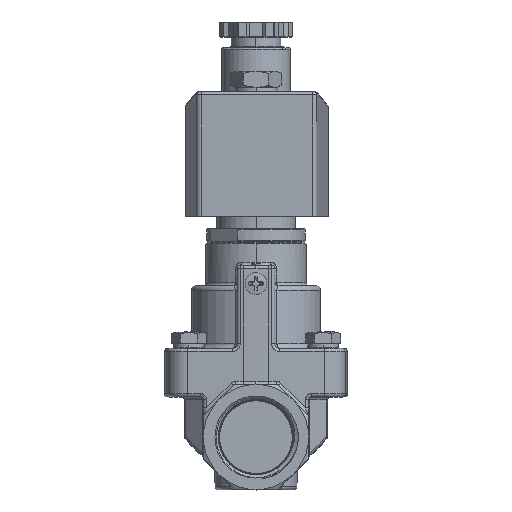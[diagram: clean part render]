
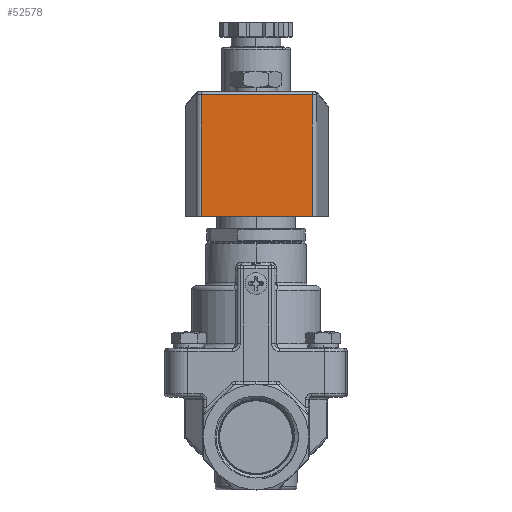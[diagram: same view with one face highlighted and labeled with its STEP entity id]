
A CAD part, top view. The second image highlights one B-rep face of the part: STEP entity #52578.
In plain terms, the highlighted planar face has unit normal (0, 0, 1).
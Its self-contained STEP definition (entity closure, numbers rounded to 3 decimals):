
#676 = CARTESIAN_POINT ( 'NONE',  ( -18.788, 125.756, 27. ) ) ;
#1419 = ORIENTED_EDGE ( 'NONE', *, *, #65059, .F. ) ;
#1868 = DIRECTION ( 'NONE',  ( 0., 1., 0. ) ) ;
#5380 = ORIENTED_EDGE ( 'NONE', *, *, #12189, .T. ) ;
#6670 = CARTESIAN_POINT ( 'NONE',  ( 17.907, 125.756, 27. ) ) ;
#12189 = EDGE_CURVE ( 'NONE', #91508, #72218, #82133, .T. ) ;
#20978 = CARTESIAN_POINT ( 'NONE',  ( -17.484, 126.896, 27. ) ) ;
#21068 = VERTEX_POINT ( 'NONE', #136724 ) ;
#30236 = LINE ( 'NONE', #20978, #101744 ) ;
#52578 = ADVANCED_FACE ( 'NONE', ( #62449 ), #102346, .T. ) ;
#62449 = FACE_OUTER_BOUND ( 'NONE', #125273, .T. ) ;
#65059 = EDGE_CURVE ( 'NONE', #21068, #128358, #115212, .T. ) ;
#72218 = VERTEX_POINT ( 'NONE', #103635 ) ;
#74336 = CARTESIAN_POINT ( 'NONE',  ( -18.788, 126.756, 27. ) ) ;
#77339 = VECTOR ( 'NONE', #181626, 1000. ) ;
#81693 = CARTESIAN_POINT ( 'NONE',  ( -18.788, 87.1, 27. ) ) ;
#82133 = LINE ( 'NONE', #676, #153586 ) ;
#88087 = LINE ( 'NONE', #143600, #121589 ) ;
#88668 = DIRECTION ( 'NONE',  ( 0., -1., 0. ) ) ;
#91508 = VERTEX_POINT ( 'NONE', #6670 ) ;
#101744 = VECTOR ( 'NONE', #135251, 1000. ) ;
#102346 = PLANE ( 'NONE',  #145713 ) ;
#103635 = CARTESIAN_POINT ( 'NONE',  ( -17.484, 125.756, 27. ) ) ;
#114997 = ORIENTED_EDGE ( 'NONE', *, *, #167388, .F. ) ;
#115212 = LINE ( 'NONE', #81693, #77339 ) ;
#121589 = VECTOR ( 'NONE', #1868, 1000. ) ;
#125273 = EDGE_LOOP ( 'NONE', ( #146831, #5380, #114997, #1419 ) ) ;
#128358 = VERTEX_POINT ( 'NONE', #176054 ) ;
#135251 = DIRECTION ( 'NONE',  ( 0., 1., 0. ) ) ;
#136724 = CARTESIAN_POINT ( 'NONE',  ( 17.907, 87.1, 27. ) ) ;
#143600 = CARTESIAN_POINT ( 'NONE',  ( 17.907, 126.756, 27. ) ) ;
#145713 = AXIS2_PLACEMENT_3D ( 'NONE', #74336, #174225, #88668 ) ;
#146831 = ORIENTED_EDGE ( 'NONE', *, *, #161338, .T. ) ;
#153586 = VECTOR ( 'NONE', #171764, 1000. ) ;
#161338 = EDGE_CURVE ( 'NONE', #21068, #91508, #88087, .T. ) ;
#167388 = EDGE_CURVE ( 'NONE', #128358, #72218, #30236, .T. ) ;
#171764 = DIRECTION ( 'NONE',  ( -1., 0., 0. ) ) ;
#174225 = DIRECTION ( 'NONE',  ( 0., 0., 1. ) ) ;
#176054 = CARTESIAN_POINT ( 'NONE',  ( -17.484, 87.1, 27. ) ) ;
#181626 = DIRECTION ( 'NONE',  ( -1., 0., 0. ) ) ;
